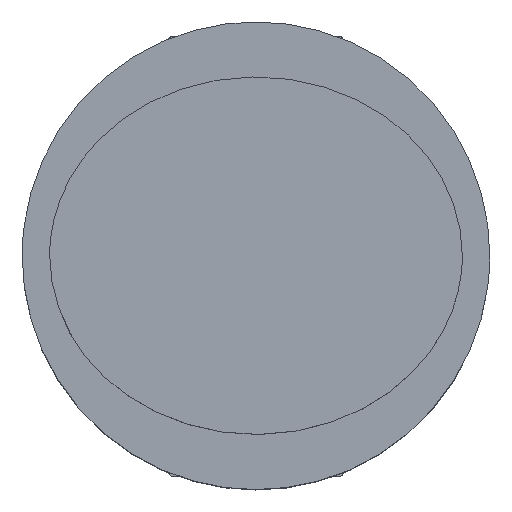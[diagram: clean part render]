
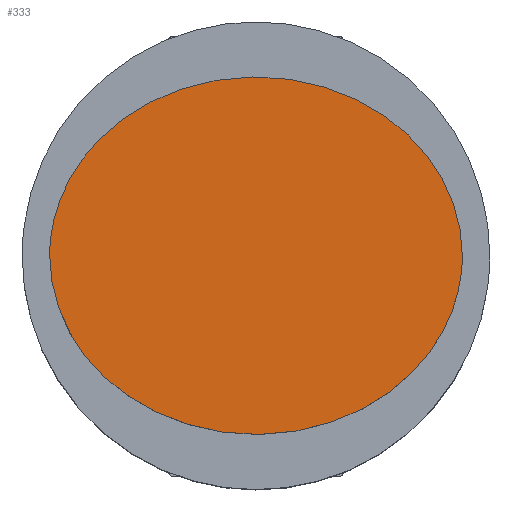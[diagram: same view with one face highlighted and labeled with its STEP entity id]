
A CAD part, top view. The second image highlights one B-rep face of the part: STEP entity #333.
In plain terms, the highlighted free-form (B-spline) face has degree [1, 1] with [2, 2] control points.
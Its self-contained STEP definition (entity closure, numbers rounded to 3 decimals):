
#266 = VERTEX_POINT('',#267);
#267 = CARTESIAN_POINT('',(50222.21,520.081,
    123.235));
#284 = VERTEX_POINT('',#285);
#285 = CARTESIAN_POINT('',(50799.883,520.081,
    123.235));
#290 = EDGE_CURVE('',#284,#266,#291,.T.);
#291 = ( BOUNDED_CURVE() B_SPLINE_CURVE(3,(#292,#293,#294,#295),
.UNSPECIFIED.,.F.,.F.) B_SPLINE_CURVE_WITH_KNOTS((4,4),(3.142,
6.283),.PIECEWISE_BEZIER_KNOTS.) CURVE() 
GEOMETRIC_REPRESENTATION_ITEM() RATIONAL_B_SPLINE_CURVE((1.,
0.333,0.333,1.)) REPRESENTATION_ITEM('') );
#292 = CARTESIAN_POINT('',(50799.883,520.081,
    123.235));
#293 = CARTESIAN_POINT('',(50799.883,1020.725,
    123.235));
#294 = CARTESIAN_POINT('',(50222.21,1020.725,
    123.235));
#295 = CARTESIAN_POINT('',(50222.21,520.081,
    123.235));
#317 = EDGE_CURVE('',#266,#284,#318,.T.);
#318 = ( BOUNDED_CURVE() B_SPLINE_CURVE(3,(#319,#320,#321,#322),
.UNSPECIFIED.,.F.,.F.) B_SPLINE_CURVE_WITH_KNOTS((4,4),(0.,3.142
),.PIECEWISE_BEZIER_KNOTS.) CURVE() GEOMETRIC_REPRESENTATION_ITEM() 
RATIONAL_B_SPLINE_CURVE((1.,0.333,0.333,1.)) 
REPRESENTATION_ITEM('') );
#319 = CARTESIAN_POINT('',(50222.21,520.081,
    123.235));
#320 = CARTESIAN_POINT('',(50222.21,19.437,
    123.235));
#321 = CARTESIAN_POINT('',(50799.883,19.437,
    123.235));
#322 = CARTESIAN_POINT('',(50799.883,520.081,
    123.235));
#333 = ADVANCED_FACE('',(#334),#338,.T.);
#334 = FACE_BOUND('',#335,.T.);
#335 = EDGE_LOOP('',(#336,#337));
#336 = ORIENTED_EDGE('',*,*,#317,.T.);
#337 = ORIENTED_EDGE('',*,*,#290,.T.);
#338 = B_SPLINE_SURFACE_WITH_KNOTS('',1,1,(
    (#339,#340)
    ,(#341,#342
    )),.UNSPECIFIED.,.F.,.F.,.F.,(2,2),(2,2),(-225.003,
    225.003),(-390.,390.),.PIECEWISE_BEZIER_KNOTS.);
#339 = CARTESIAN_POINT('',(50222.21,19.437,
    123.235));
#340 = CARTESIAN_POINT('',(50222.21,1020.725,
    123.235));
#341 = CARTESIAN_POINT('',(50799.883,19.437,
    123.235));
#342 = CARTESIAN_POINT('',(50799.883,1020.725,
    123.235));
